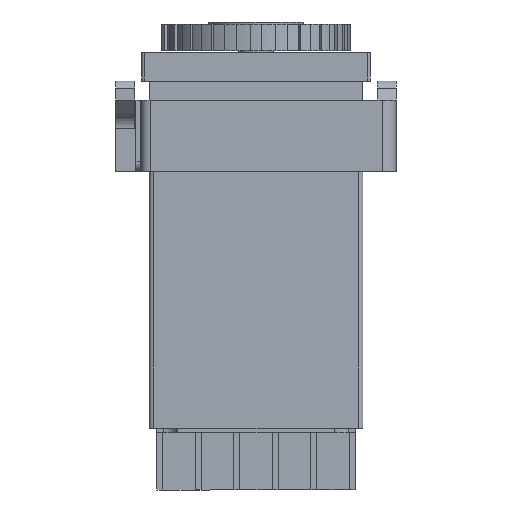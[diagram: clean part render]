
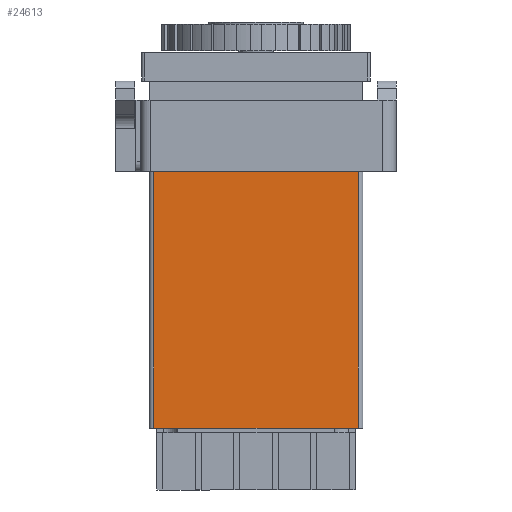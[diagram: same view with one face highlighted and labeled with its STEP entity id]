
A CAD part, front view. The second image highlights one B-rep face of the part: STEP entity #24613.
In plain terms, the highlighted planar face has unit normal (0, -1, 0).
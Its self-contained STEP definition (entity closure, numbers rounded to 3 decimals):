
#133 = ORIENTED_EDGE ( 'NONE', *, *, #13941, .T. ) ;
#614 = ORIENTED_EDGE ( 'NONE', *, *, #43480, .F. ) ;
#3947 = PLANE ( 'NONE',  #22359 ) ;
#5943 = DIRECTION ( 'NONE',  ( 0., 0., 1. ) ) ;
#6635 = DIRECTION ( 'NONE',  ( -1., 0., 0. ) ) ;
#6966 = VERTEX_POINT ( 'NONE', #36554 ) ;
#9372 = VERTEX_POINT ( 'NONE', #39551 ) ;
#10424 = CARTESIAN_POINT ( 'NONE',  ( 46.5, 1.5, -19. ) ) ;
#10831 = CARTESIAN_POINT ( 'NONE',  ( 2.5, 1.5, -73. ) ) ;
#11646 = CARTESIAN_POINT ( 'NONE',  ( 45.5, 1.5, -73. ) ) ;
#13622 = CARTESIAN_POINT ( 'NONE',  ( 46.5, 1.5, -73. ) ) ;
#13941 = EDGE_CURVE ( 'NONE', #9372, #6966, #15460, .T. ) ;
#14517 = CARTESIAN_POINT ( 'NONE',  ( 46.5, 1.5, -73. ) ) ;
#15460 = LINE ( 'NONE', #10424, #40825 ) ;
#18657 = VERTEX_POINT ( 'NONE', #10831 ) ;
#19190 = CARTESIAN_POINT ( 'NONE',  ( 45.5, 1.5, -73. ) ) ;
#19620 = EDGE_LOOP ( 'NONE', ( #133, #29840, #614, #35488 ) ) ;
#22111 = EDGE_CURVE ( 'NONE', #27489, #9372, #36609, .T. ) ;
#22359 = AXIS2_PLACEMENT_3D ( 'NONE', #14517, #27565, #41447 ) ;
#22429 = VECTOR ( 'NONE', #30347, 1000. ) ;
#24613 = ADVANCED_FACE ( 'NONE', ( #30832 ), #3947, .F. ) ;
#27489 = VERTEX_POINT ( 'NONE', #11646 ) ;
#27565 = DIRECTION ( 'NONE',  ( 0., 1., 0. ) ) ;
#29840 = ORIENTED_EDGE ( 'NONE', *, *, #41698, .T. ) ;
#30347 = DIRECTION ( 'NONE',  ( 0., 0., -1. ) ) ;
#30832 = FACE_OUTER_BOUND ( 'NONE', #19620, .T. ) ;
#32382 = VECTOR ( 'NONE', #5943, 1000. ) ;
#33838 = VECTOR ( 'NONE', #6635, 1000. ) ;
#35488 = ORIENTED_EDGE ( 'NONE', *, *, #22111, .T. ) ;
#36554 = CARTESIAN_POINT ( 'NONE',  ( 2.5, 1.5, -19. ) ) ;
#36609 = LINE ( 'NONE', #19190, #32382 ) ;
#36853 = CARTESIAN_POINT ( 'NONE',  ( 2.5, 1.5, -73. ) ) ;
#37695 = LINE ( 'NONE', #36853, #22429 ) ;
#39551 = CARTESIAN_POINT ( 'NONE',  ( 45.5, 1.5, -19. ) ) ;
#40785 = DIRECTION ( 'NONE',  ( -1., 0., 0. ) ) ;
#40825 = VECTOR ( 'NONE', #40785, 1000. ) ;
#41447 = DIRECTION ( 'NONE',  ( -1., 0., 0. ) ) ;
#41698 = EDGE_CURVE ( 'NONE', #6966, #18657, #37695, .T. ) ;
#42862 = LINE ( 'NONE', #13622, #33838 ) ;
#43480 = EDGE_CURVE ( 'NONE', #27489, #18657, #42862, .T. ) ;
